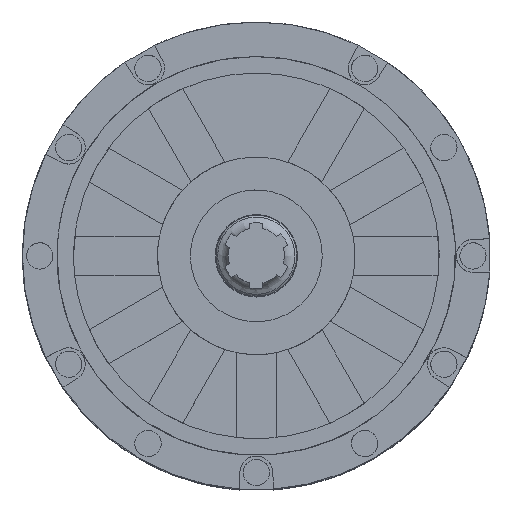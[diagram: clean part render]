
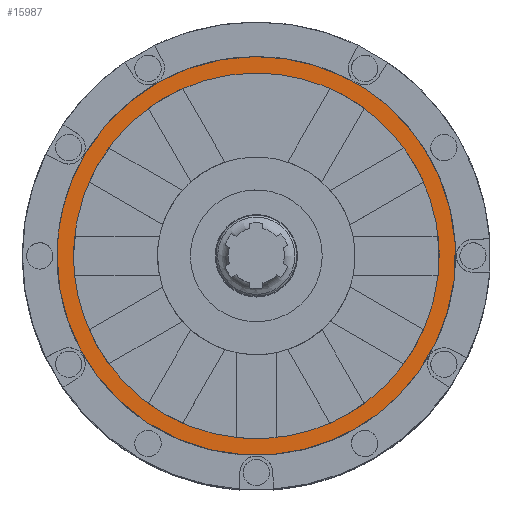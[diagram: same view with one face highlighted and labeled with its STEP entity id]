
A CAD part, top view. The second image highlights one B-rep face of the part: STEP entity #15987.
In plain terms, the highlighted free-form (B-spline) face has degree [1, 1] with [2, 2] control points.
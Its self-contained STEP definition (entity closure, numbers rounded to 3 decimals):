
#15888 = VERTEX_POINT('',#15889);
#15889 = CARTESIAN_POINT('',(-53.944,0.,
    77.272));
#15907 = EDGE_CURVE('',#15888,#15888,#15908,.T.);
#15908 = ( BOUNDED_CURVE() B_SPLINE_CURVE(2,(#15909,#15910,#15911,#15912
    ,#15913,#15914,#15915),.UNSPECIFIED.,.T.,.F.) 
B_SPLINE_CURVE_WITH_KNOTS((3,2,2,3),(3.142,5.236,
7.33,9.425),.PIECEWISE_BEZIER_KNOTS.) CURVE() 
GEOMETRIC_REPRESENTATION_ITEM() RATIONAL_B_SPLINE_CURVE((1.,0.5,1.,0.5,
1.,0.5,1.)) REPRESENTATION_ITEM('') );
#15909 = CARTESIAN_POINT('',(-53.944,0.,
    77.272));
#15910 = CARTESIAN_POINT('',(-53.944,93.434,
    77.272));
#15911 = CARTESIAN_POINT('',(26.972,46.717,
    77.272));
#15912 = CARTESIAN_POINT('',(107.889,0.,
    77.272));
#15913 = CARTESIAN_POINT('',(26.972,-46.717,
    77.272));
#15914 = CARTESIAN_POINT('',(-53.944,-93.434,
    77.272));
#15915 = CARTESIAN_POINT('',(-53.944,0.,
    77.272));
#15939 = EDGE_CURVE('',#15940,#15940,#15942,.T.);
#15940 = VERTEX_POINT('',#15941);
#15941 = CARTESIAN_POINT('',(-58.804,0.,
    77.272));
#15942 = ( BOUNDED_CURVE() B_SPLINE_CURVE(2,(#15943,#15944,#15945,#15946
    ,#15947,#15948,#15949),.UNSPECIFIED.,.T.,.F.) 
B_SPLINE_CURVE_WITH_KNOTS((3,2,2,3),(3.142,5.236,
7.33,9.425),.PIECEWISE_BEZIER_KNOTS.) CURVE() 
GEOMETRIC_REPRESENTATION_ITEM() RATIONAL_B_SPLINE_CURVE((1.,0.5,1.,0.5,
1.,0.5,1.)) REPRESENTATION_ITEM('') );
#15943 = CARTESIAN_POINT('',(-58.804,0.,
    77.272));
#15944 = CARTESIAN_POINT('',(-58.804,-101.852,
    77.272));
#15945 = CARTESIAN_POINT('',(29.402,-50.926,
    77.272));
#15946 = CARTESIAN_POINT('',(117.608,0.,
    77.272));
#15947 = CARTESIAN_POINT('',(29.402,50.926,
    77.272));
#15948 = CARTESIAN_POINT('',(-58.804,101.852,
    77.272));
#15949 = CARTESIAN_POINT('',(-58.804,0.,
    77.272));
#15987 = ADVANCED_FACE('',(#15988,#15991),#15994,.T.);
#15988 = FACE_BOUND('',#15989,.T.);
#15989 = EDGE_LOOP('',(#15990));
#15990 = ORIENTED_EDGE('',*,*,#15939,.T.);
#15991 = FACE_BOUND('',#15992,.T.);
#15992 = EDGE_LOOP('',(#15993));
#15993 = ORIENTED_EDGE('',*,*,#15907,.T.);
#15994 = B_SPLINE_SURFACE_WITH_KNOTS('',1,1,(
    (#15995,#15996)
    ,(#15997,#15998
    )),.UNSPECIFIED.,.F.,.F.,.F.,(2,2),(2,2),(-60.5,
    60.5),(-60.5,60.5),
  .PIECEWISE_BEZIER_KNOTS.);
#15995 = CARTESIAN_POINT('',(-58.804,-58.804,
    77.272));
#15996 = CARTESIAN_POINT('',(-58.804,58.804,
    77.272));
#15997 = CARTESIAN_POINT('',(58.804,-58.804,
    77.272));
#15998 = CARTESIAN_POINT('',(58.804,58.804,
    77.272));
